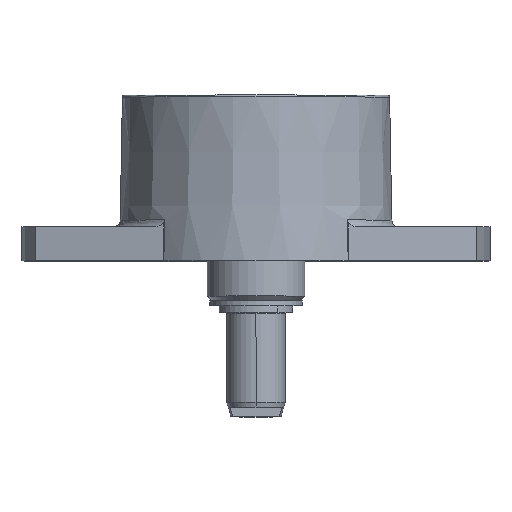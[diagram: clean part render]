
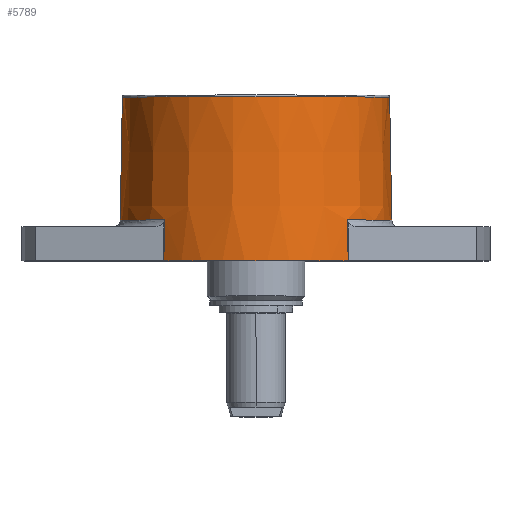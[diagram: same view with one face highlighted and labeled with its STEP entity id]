
A CAD part, top view. The second image highlights one B-rep face of the part: STEP entity #5789.
In plain terms, the highlighted conical face has half-angle 1 degrees and reference radius 14 mm.
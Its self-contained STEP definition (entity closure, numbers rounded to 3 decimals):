
#170 = CARTESIAN_POINT ( 'NONE',  ( -27.469, 16.723, 0. ) ) ;
#171 = DIRECTION ( 'NONE',  ( 1., 0., 0. ) ) ;
#172 = DIRECTION ( 'NONE',  ( 0., -1., 0. ) ) ;
#173 = CARTESIAN_POINT ( 'NONE',  ( -41.175, 16.723, 0. ) ) ;
#174 = AXIS2_PLACEMENT_3D ( 'NONE', #173, #172, #171 ) ;
#179 = CIRCLE ( 'NONE', #174, 13.707 ) ;
#184 = DIRECTION ( 'NONE',  ( 1., 0., 0. ) ) ;
#185 = DIRECTION ( 'NONE',  ( 0., -1., 0. ) ) ;
#186 = AXIS2_PLACEMENT_3D ( 'NONE', #189, #185, #184 ) ;
#187 = CONICAL_SURFACE ( 'NONE', #186, 14., 0.017 ) ;
#188 = CARTESIAN_POINT ( 'NONE',  ( -54.882, 16.723, 0. ) ) ;
#189 = CARTESIAN_POINT ( 'NONE',  ( -41.175, -0.081, 0. ) ) ;
#205 = FACE_OUTER_BOUND ( 'NONE', #5790, .T. ) ;
#5635 = VERTEX_POINT ( 'NONE', #9253 ) ;
#5636 = EDGE_CURVE ( 'NONE', #5644, #5635, #9252, .T. ) ;
#5637 = EDGE_CURVE ( 'NONE', #5635, #5639, #9246, .T. ) ;
#5638 = ORIENTED_EDGE ( 'NONE', *, *, #5637, .T. ) ;
#5639 = VERTEX_POINT ( 'NONE', #9245 ) ;
#5640 = VERTEX_POINT ( 'NONE', #9247 ) ;
#5641 = ORIENTED_EDGE ( 'NONE', *, *, #5751, .T. ) ;
#5644 = VERTEX_POINT ( 'NONE', #9244 ) ;
#5646 = ORIENTED_EDGE ( 'NONE', *, *, #5652, .F. ) ;
#5647 = VERTEX_POINT ( 'NONE', #9292 ) ;
#5650 = VERTEX_POINT ( 'NONE', #9290 ) ;
#5652 = EDGE_CURVE ( 'NONE', #5650, #5639, #9288, .T. ) ;
#5653 = EDGE_CURVE ( 'NONE', #5650, #5647, #9282, .T. ) ;
#5657 = ORIENTED_EDGE ( 'NONE', *, *, #5659, .T. ) ;
#5659 = EDGE_CURVE ( 'NONE', #5647, #5640, #9272, .T. ) ;
#5660 = ORIENTED_EDGE ( 'NONE', *, *, #5653, .T. ) ;
#5717 = EDGE_CURVE ( 'NONE', #5782, #5640, #9537, .T. ) ;
#5749 = ORIENTED_EDGE ( 'NONE', *, *, #5781, .T. ) ;
#5751 = EDGE_CURVE ( 'NONE', #5792, #5644, #9705, .T. ) ;
#5752 = ORIENTED_EDGE ( 'NONE', *, *, #5636, .T. ) ;
#5756 = ORIENTED_EDGE ( 'NONE', *, *, #5717, .F. ) ;
#5781 = EDGE_CURVE ( 'NONE', #5782, #5792, #179, .T. ) ;
#5782 = VERTEX_POINT ( 'NONE', #170 ) ;
#5789 = ADVANCED_FACE ( 'NONE', ( #205 ), #187, .T. ) ;
#5790 = EDGE_LOOP ( 'NONE', ( #5749, #5641, #5752, #5638, #5646, #5660, #5657, #5756 ) ) ;
#5792 = VERTEX_POINT ( 'NONE', #188 ) ;
#9241 = CARTESIAN_POINT ( 'NONE',  ( -50.597, 1.315, 10.322 ) ) ;
#9242 = CARTESIAN_POINT ( 'NONE',  ( -50.561, 2.711, 10.322 ) ) ;
#9243 = CARTESIAN_POINT ( 'NONE',  ( -50.525, 4.107, 10.322 ) ) ;
#9244 = CARTESIAN_POINT ( 'NONE',  ( -55.102, 4.107, 0. ) ) ;
#9245 = CARTESIAN_POINT ( 'NONE',  ( -50.633, -0.081, 10.322 ) ) ;
#9246 = B_SPLINE_CURVE_WITH_KNOTS ( 'NONE', 3,
 ( #9243, #9242, #9241, #9294 ),
 .UNSPECIFIED., .F., .F.,
 ( 4, 4 ),
 ( 0.025, 0.029 ),
 .UNSPECIFIED. ) ;
#9247 = CARTESIAN_POINT ( 'NONE',  ( -27.248, 4.107, 0. ) ) ;
#9248 = DIRECTION ( 'NONE',  ( 1., 0., 0. ) ) ;
#9249 = DIRECTION ( 'NONE',  ( 0., 1., 0. ) ) ;
#9250 = CARTESIAN_POINT ( 'NONE',  ( -41.175, 4.107, 0. ) ) ;
#9251 = AXIS2_PLACEMENT_3D ( 'NONE', #9250, #9249, #9248 ) ;
#9252 = CIRCLE ( 'NONE', #9251, 13.927 ) ;
#9253 = CARTESIAN_POINT ( 'NONE',  ( -50.525, 4.107, 10.322 ) ) ;
#9268 = DIRECTION ( 'NONE',  ( 1., 0., 0. ) ) ;
#9269 = DIRECTION ( 'NONE',  ( 0., 1., 0. ) ) ;
#9270 = CARTESIAN_POINT ( 'NONE',  ( -41.175, 4.107, 0. ) ) ;
#9271 = AXIS2_PLACEMENT_3D ( 'NONE', #9270, #9269, #9268 ) ;
#9272 = CIRCLE ( 'NONE', #9271, 13.927 ) ;
#9277 = CARTESIAN_POINT ( 'NONE',  ( -31.826, 4.107, 10.322 ) ) ;
#9278 = CARTESIAN_POINT ( 'NONE',  ( -31.789, 2.711, 10.322 ) ) ;
#9279 = CARTESIAN_POINT ( 'NONE',  ( -31.753, 1.315, 10.322 ) ) ;
#9280 = CARTESIAN_POINT ( 'NONE',  ( -31.717, -0.081, 10.322 ) ) ;
#9282 = B_SPLINE_CURVE_WITH_KNOTS ( 'NONE', 3,
 ( #9280, #9279, #9278, #9277 ),
 .UNSPECIFIED., .F., .F.,
 ( 4, 4 ),
 ( 0.026, 0.03 ),
 .UNSPECIFIED. ) ;
#9284 = DIRECTION ( 'NONE',  ( 1., 0., 0. ) ) ;
#9285 = DIRECTION ( 'NONE',  ( 0., -1., 0. ) ) ;
#9286 = CARTESIAN_POINT ( 'NONE',  ( -41.175, -0.081, 0. ) ) ;
#9287 = AXIS2_PLACEMENT_3D ( 'NONE', #9286, #9285, #9284 ) ;
#9288 = CIRCLE ( 'NONE', #9287, 14. ) ;
#9290 = CARTESIAN_POINT ( 'NONE',  ( -31.717, -0.081, 10.322 ) ) ;
#9292 = CARTESIAN_POINT ( 'NONE',  ( -31.826, 4.107, 10.322 ) ) ;
#9294 = CARTESIAN_POINT ( 'NONE',  ( -50.633, -0.081, 10.322 ) ) ;
#9534 = DIRECTION ( 'NONE',  ( 0.017, -1., 0. ) ) ;
#9535 = VECTOR ( 'NONE', #9534, 1000. ) ;
#9536 = CARTESIAN_POINT ( 'NONE',  ( -27.175, -0.081, 0. ) ) ;
#9537 = LINE ( 'NONE', #9536, #9535 ) ;
#9696 = DIRECTION ( 'NONE',  ( -0.017, -1., 0. ) ) ;
#9697 = VECTOR ( 'NONE', #9696, 1000. ) ;
#9704 = CARTESIAN_POINT ( 'NONE',  ( -55.175, -0.081, 0. ) ) ;
#9705 = LINE ( 'NONE', #9704, #9697 ) ;
